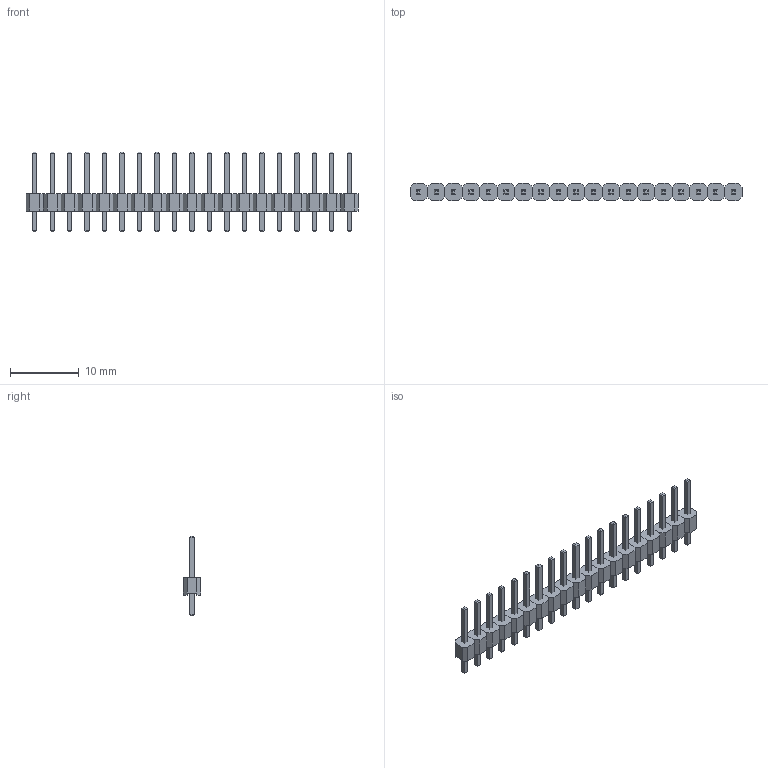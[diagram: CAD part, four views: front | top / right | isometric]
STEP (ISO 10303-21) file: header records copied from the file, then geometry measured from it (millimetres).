
FILE_DESCRIPTION(/* description */ (''),/* implementation_level */ '2;1');
FILE_NAME(/* name */ 'PLS_2.54_19x1_Black.step',/* time_stamp */ '2020-05-16T16:08:07+03:00',/* author */ ('vlad.lapshuda'),/* organization */ (''),/* preprocessor_version */ 'ST-DEVELOPER v17.2',/* originating_system */ 'Autodesk Translation Framework v7.6.0.251',/* authorisation */ '');
FILE_SCHEMA (('AUTOMOTIVE_DESIGN { 1 0 10303 214 3 1 1 }'));
Length unit declared in the file: millimetre
Products named in the file (2): PLS_2.54_19x1; PLS_2.54
Assembly tree (1 placements, depth 2):
  PLS_2.54_19x1
    PLS_2.54
Bounding box: 48.26 x 2.54 x 11.54 mm (x, y, z)
Volume: 352.5 mm3; surface area: 1228.2 mm2
Topology: 38 solids, 38 shells, 532 faces, 1216 edges, 760 vertices
Faces by surface type: plane 532
Entity records: 14474 total; most frequent: CARTESIAN_POINT 2511, ORIENTED_EDGE 2432, DIRECTION 2286, LINE 1216, VECTOR 1216, EDGE_CURVE 1216, VERTEX_POINT 760, AXIS2_PLACEMENT_3D 535
